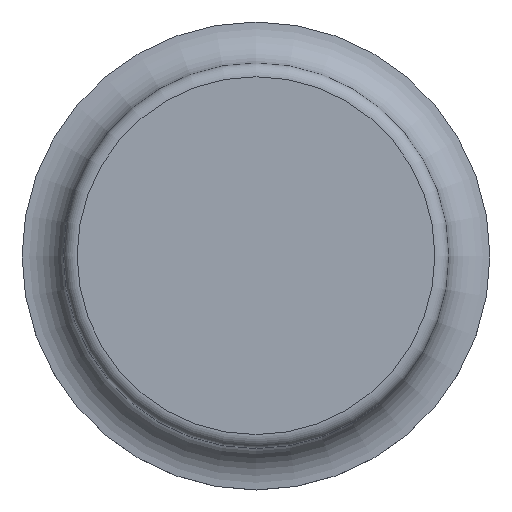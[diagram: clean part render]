
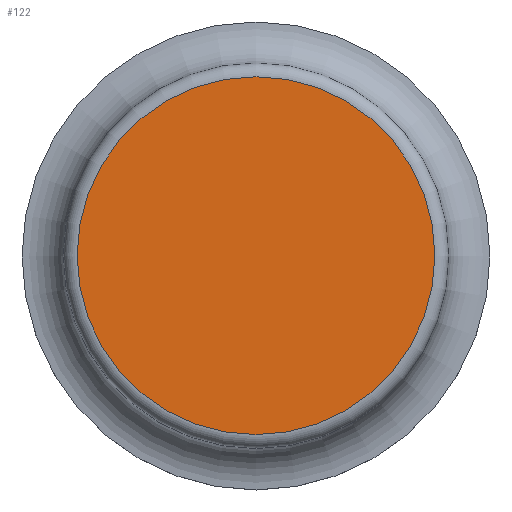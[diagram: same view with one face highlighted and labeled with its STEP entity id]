
A CAD part, top view. The second image highlights one B-rep face of the part: STEP entity #122.
In plain terms, the highlighted planar face has unit normal (0, 0, 1).
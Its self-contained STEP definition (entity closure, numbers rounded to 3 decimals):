
#36=FACE_OUTER_BOUND('',#46,.T.);
#46=EDGE_LOOP('',(#96));
#54=CIRCLE('',#146,13.);
#64=VERTEX_POINT('',#213);
#73=EDGE_CURVE('',#64,#64,#54,.T.);
#96=ORIENTED_EDGE('',*,*,#73,.F.);
#116=PLANE('',#151);
#122=ADVANCED_FACE('',(#36),#116,.T.);
#146=AXIS2_PLACEMENT_3D('',#214,#171,#172);
#151=AXIS2_PLACEMENT_3D('',#222,#182,#183);
#171=DIRECTION('center_axis',(0.,0.,-1.));
#172=DIRECTION('ref_axis',(1.,0.,0.));
#182=DIRECTION('center_axis',(0.,0.,1.));
#183=DIRECTION('ref_axis',(1.,0.,0.));
#213=CARTESIAN_POINT('',(-13.,0.,14.));
#214=CARTESIAN_POINT('Origin',(0.,0.,14.));
#222=CARTESIAN_POINT('Origin',(0.,0.,14.));
